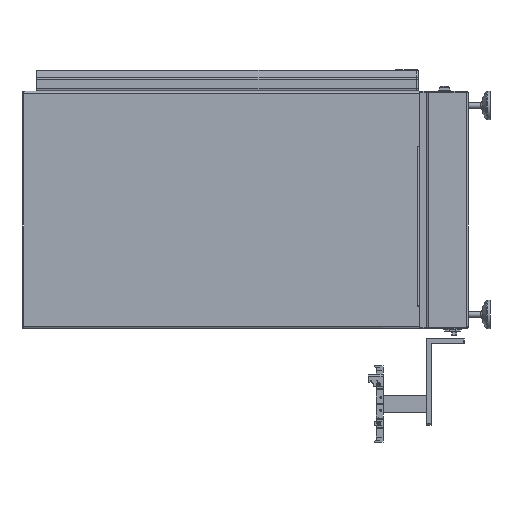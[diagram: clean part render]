
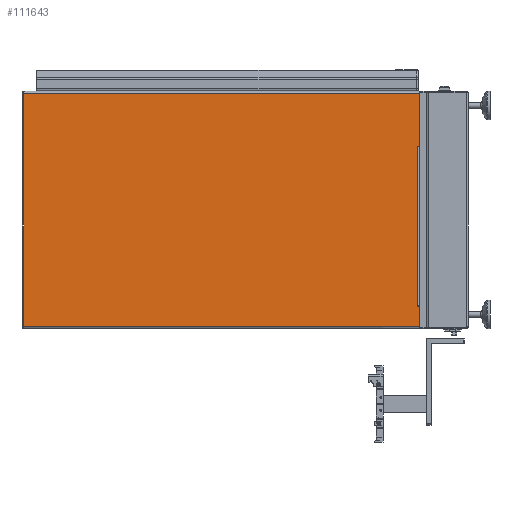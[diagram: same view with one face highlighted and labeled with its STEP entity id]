
A CAD part, left-side view. The second image highlights one B-rep face of the part: STEP entity #111643.
In plain terms, the highlighted planar face has unit normal (-1, 0, 0).
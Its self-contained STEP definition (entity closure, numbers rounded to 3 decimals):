
#362 = CARTESIAN_POINT ( 'NONE',  ( -197.5, 86., 203.91 ) ) ;
#412 = PLANE ( 'NONE',  #181130 ) ;
#2793 = DIRECTION ( 'NONE',  ( 0., 1., 0. ) ) ;
#2795 = LINE ( 'NONE', #22670, #69914 ) ;
#3042 = CARTESIAN_POINT ( 'NONE',  ( -197.5, 86., -208.09 ) ) ;
#3307 = CARTESIAN_POINT ( 'NONE',  ( -197.5, 436., 109.91 ) ) ;
#6986 = VERTEX_POINT ( 'NONE', #166535 ) ;
#7691 = ORIENTED_EDGE ( 'NONE', *, *, #105009, .T. ) ;
#8269 = LINE ( 'NONE', #149410, #43426 ) ;
#8432 = CARTESIAN_POINT ( 'NONE',  ( -197.5, 90.2, 110.11 ) ) ;
#8593 = VECTOR ( 'NONE', #81536, 1000. ) ;
#11038 = CARTESIAN_POINT ( 'NONE',  ( -197.5, 90., -170.09 ) ) ;
#15145 = DIRECTION ( 'NONE',  ( 1., 0., 0. ) ) ;
#16140 = CARTESIAN_POINT ( 'NONE',  ( -197.5, 86., 110.11 ) ) ;
#20547 = CARTESIAN_POINT ( 'NONE',  ( -197.5, 90.2, -208.09 ) ) ;
#21484 = VECTOR ( 'NONE', #186556, 1000. ) ;
#22670 = CARTESIAN_POINT ( 'NONE',  ( -197.5, 436., -170.09 ) ) ;
#23390 = DIRECTION ( 'NONE',  ( 0., -1., 0. ) ) ;
#24886 = EDGE_CURVE ( 'NONE', #127496, #205491, #107649, .T. ) ;
#26641 = VECTOR ( 'NONE', #118519, 1000. ) ;
#31899 = FACE_OUTER_BOUND ( 'NONE', #142133, .T. ) ;
#33316 = EDGE_CURVE ( 'NONE', #6986, #127496, #2795, .T. ) ;
#35102 = VERTEX_POINT ( 'NONE', #42717 ) ;
#37979 = CARTESIAN_POINT ( 'NONE',  ( -197.5, 86., -170.29 ) ) ;
#42717 = CARTESIAN_POINT ( 'NONE',  ( -197.5, 783.293, 203.91 ) ) ;
#43426 = VECTOR ( 'NONE', #117021, 1000. ) ;
#44510 = VERTEX_POINT ( 'NONE', #136035 ) ;
#46006 = DIRECTION ( 'NONE',  ( 0., 0., -1. ) ) ;
#46056 = ORIENTED_EDGE ( 'NONE', *, *, #53006, .F. ) ;
#47894 = LINE ( 'NONE', #162695, #183024 ) ;
#49823 = CARTESIAN_POINT ( 'NONE',  ( -197.5, 783.293, -206.09 ) ) ;
#52217 = LINE ( 'NONE', #3042, #8593 ) ;
#53006 = EDGE_CURVE ( 'NONE', #102816, #180792, #47894, .T. ) ;
#62608 = VECTOR ( 'NONE', #46006, 1000. ) ;
#66995 = CARTESIAN_POINT ( 'NONE',  ( -197.5, 90.2, -170.29 ) ) ;
#67140 = DIRECTION ( 'NONE',  ( 0., -1., 0. ) ) ;
#67743 = VECTOR ( 'NONE', #23390, 1000. ) ;
#69164 = EDGE_CURVE ( 'NONE', #131096, #35102, #8269, .T. ) ;
#69624 = LINE ( 'NONE', #20547, #168312 ) ;
#69914 = VECTOR ( 'NONE', #98985, 1000. ) ;
#70463 = CARTESIAN_POINT ( 'NONE',  ( -197.5, 86., -208.09 ) ) ;
#74138 = ORIENTED_EDGE ( 'NONE', *, *, #33316, .F. ) ;
#74534 = VECTOR ( 'NONE', #169823, 1000. ) ;
#80867 = ORIENTED_EDGE ( 'NONE', *, *, #114137, .F. ) ;
#81536 = DIRECTION ( 'NONE',  ( 0., 0., 1. ) ) ;
#82068 = ORIENTED_EDGE ( 'NONE', *, *, #24886, .F. ) ;
#82248 = CARTESIAN_POINT ( 'NONE',  ( -197.5, 786., -206.09 ) ) ;
#83267 = LINE ( 'NONE', #82248, #90317 ) ;
#87147 = LINE ( 'NONE', #70463, #26641 ) ;
#90317 = VECTOR ( 'NONE', #173480, 1000. ) ;
#93016 = CARTESIAN_POINT ( 'NONE',  ( -197.5, 90.2, -208.09 ) ) ;
#94051 = DIRECTION ( 'NONE',  ( 0., 0., -1. ) ) ;
#96669 = EDGE_CURVE ( 'NONE', #119152, #35102, #156232, .T. ) ;
#97443 = EDGE_CURVE ( 'NONE', #44510, #131096, #83267, .T. ) ;
#98985 = DIRECTION ( 'NONE',  ( 0., 1., 0. ) ) ;
#102816 = VERTEX_POINT ( 'NONE', #16140 ) ;
#103515 = EDGE_CURVE ( 'NONE', #6986, #115252, #184535, .T. ) ;
#104869 = LINE ( 'NONE', #137212, #67743 ) ;
#105009 = EDGE_CURVE ( 'NONE', #102816, #119152, #52217, .T. ) ;
#107649 = LINE ( 'NONE', #93016, #62608 ) ;
#108932 = CARTESIAN_POINT ( 'NONE',  ( -197.5, 90., 109.91 ) ) ;
#111643 = ADVANCED_FACE ( 'NONE', ( #31899 ), #412, .F. ) ;
#112940 = ORIENTED_EDGE ( 'NONE', *, *, #97443, .F. ) ;
#113027 = EDGE_CURVE ( 'NONE', #180792, #182580, #69624, .T. ) ;
#114137 = EDGE_CURVE ( 'NONE', #182580, #115252, #175866, .T. ) ;
#114387 = ORIENTED_EDGE ( 'NONE', *, *, #204673, .F. ) ;
#115252 = VERTEX_POINT ( 'NONE', #108932 ) ;
#117021 = DIRECTION ( 'NONE',  ( 0., 0., 1. ) ) ;
#118519 = DIRECTION ( 'NONE',  ( 0., 0., 1. ) ) ;
#119152 = VERTEX_POINT ( 'NONE', #362 ) ;
#123170 = EDGE_CURVE ( 'NONE', #44510, #184568, #87147, .T. ) ;
#123454 = DIRECTION ( 'NONE',  ( 0., 0., -1. ) ) ;
#127496 = VERTEX_POINT ( 'NONE', #129678 ) ;
#129678 = CARTESIAN_POINT ( 'NONE',  ( -197.5, 90.2, -170.09 ) ) ;
#131096 = VERTEX_POINT ( 'NONE', #49823 ) ;
#136035 = CARTESIAN_POINT ( 'NONE',  ( -197.5, 86., -206.09 ) ) ;
#137212 = CARTESIAN_POINT ( 'NONE',  ( -197.5, 436., -170.29 ) ) ;
#137429 = CARTESIAN_POINT ( 'NONE',  ( -197.5, 86., 203.91 ) ) ;
#142133 = EDGE_LOOP ( 'NONE', ( #114387, #82068, #74138, #158499, #80867, #146036, #46056, #7691, #178733, #203293, #112940, #206449 ) ) ;
#146036 = ORIENTED_EDGE ( 'NONE', *, *, #113027, .F. ) ;
#149410 = CARTESIAN_POINT ( 'NONE',  ( -197.5, 783.293, -208.09 ) ) ;
#155787 = VECTOR ( 'NONE', #67140, 1000. ) ;
#156232 = LINE ( 'NONE', #137429, #74534 ) ;
#158341 = CARTESIAN_POINT ( 'NONE',  ( -197.5, 436., -208.09 ) ) ;
#158499 = ORIENTED_EDGE ( 'NONE', *, *, #103515, .T. ) ;
#159031 = CARTESIAN_POINT ( 'NONE',  ( -197.5, 90.2, 109.91 ) ) ;
#162695 = CARTESIAN_POINT ( 'NONE',  ( -197.5, 436., 110.11 ) ) ;
#166535 = CARTESIAN_POINT ( 'NONE',  ( -197.5, 90., -170.09 ) ) ;
#168312 = VECTOR ( 'NONE', #94051, 1000. ) ;
#169823 = DIRECTION ( 'NONE',  ( 0., 1., 0. ) ) ;
#173480 = DIRECTION ( 'NONE',  ( 0., 1., 0. ) ) ;
#175866 = LINE ( 'NONE', #3307, #155787 ) ;
#178733 = ORIENTED_EDGE ( 'NONE', *, *, #96669, .T. ) ;
#180792 = VERTEX_POINT ( 'NONE', #8432 ) ;
#181130 = AXIS2_PLACEMENT_3D ( 'NONE', #158341, #15145, #123454 ) ;
#182580 = VERTEX_POINT ( 'NONE', #159031 ) ;
#183024 = VECTOR ( 'NONE', #2793, 1000. ) ;
#184535 = LINE ( 'NONE', #11038, #21484 ) ;
#184568 = VERTEX_POINT ( 'NONE', #37979 ) ;
#186556 = DIRECTION ( 'NONE',  ( 0., 0., 1. ) ) ;
#203293 = ORIENTED_EDGE ( 'NONE', *, *, #69164, .F. ) ;
#204673 = EDGE_CURVE ( 'NONE', #205491, #184568, #104869, .T. ) ;
#205491 = VERTEX_POINT ( 'NONE', #66995 ) ;
#206449 = ORIENTED_EDGE ( 'NONE', *, *, #123170, .T. ) ;
